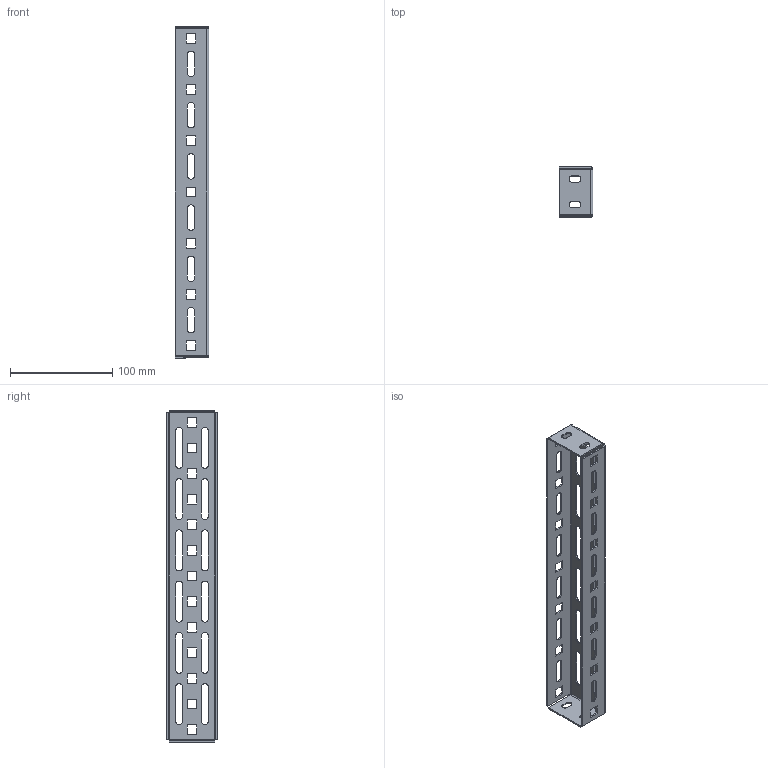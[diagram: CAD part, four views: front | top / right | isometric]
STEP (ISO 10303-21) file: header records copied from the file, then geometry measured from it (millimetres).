
FILE_DESCRIPTION (( 'STEP AP203' ), '1' );
FILE_NAME ('Øèðîêàÿ áîêîâàÿ ðåéêà FORD äëÿ êîðïóñà øèðèíîé 400 (4øò.) EKF PROxima.STEP', '2020-10-26T07:00:02', ( '' ), ( '' ), 'SwSTEP 2.0', 'SolidWorks 2019', '' );
FILE_SCHEMA (( 'CONFIG_CONTROL_DESIGN' ));
Length unit declared in the file: millimetre
Products named in the file (1): Øèðîêàÿ áîêîâàÿ ðåéêà FORD äëÿ êîðïóñà øèðèíîé 400 (4øò.) EKF PROxima
Bounding box: 33 x 49 x 324 mm (x, y, z)
Volume: 45401.4 mm3; surface area: 66372.4 mm2
Topology: 1 solids, 1 shells, 274 faces, 784 edges, 512 vertices
Faces by surface type: plane 194, cylinder 80
Entity records: 9169 total; most frequent: CARTESIAN_POINT 1571, ORIENTED_EDGE 1568, DIRECTION 1494, EDGE_CURVE 784, VECTOR 624, LINE 624, VERTEX_POINT 512, AXIS2_PLACEMENT_3D 435
